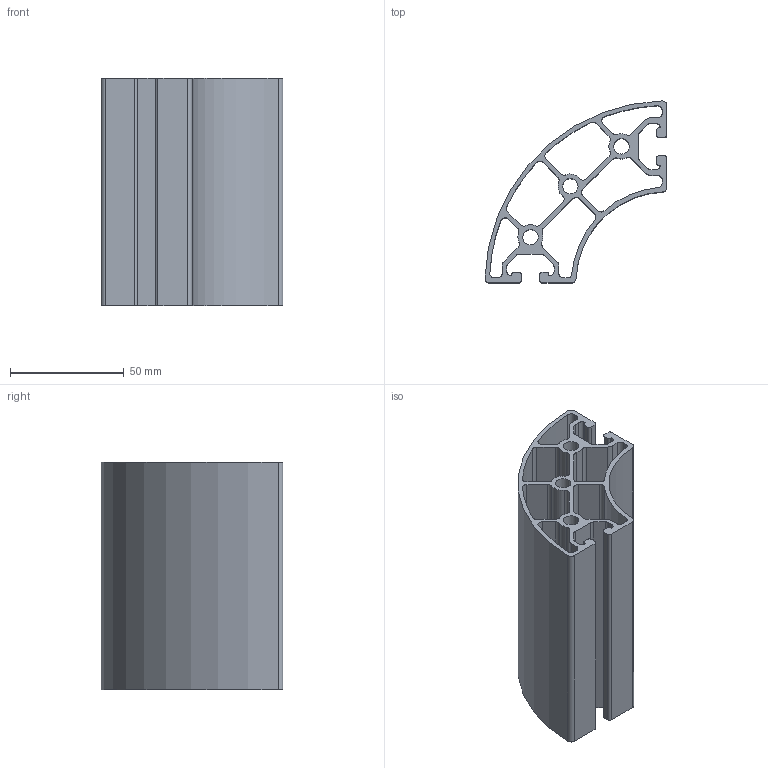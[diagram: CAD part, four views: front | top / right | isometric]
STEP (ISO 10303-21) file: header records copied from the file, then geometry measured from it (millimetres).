
FILE_DESCRIPTION(/* description */ ('PROF.40x80 RAGGIATO A 90° 2C'),/* implementation_level */ '2;1');
FILE_NAME(/* name */ 'BPRDD0000126.stp',/* time_stamp */ '2017-07-12T15:38:25+02:00',/* author */ ('fzagni'),/* organization */ (''),/* preprocessor_version */ 'ST-DEVELOPER v16.1',/* originating_system */ 'Autodesk Inventor 2016',/* authorisation */ '');
FILE_SCHEMA (('AUTOMOTIVE_DESIGN { 1 0 10303 214 3 1 1 }'));
Length unit declared in the file: millimetre
Products named in the file (1): 01.4080.PR90A
Bounding box: 79.96 x 79.96 x 100 mm (x, y, z)
Volume: 108582.7 mm3; surface area: 91865.9 mm2
Topology: 1 solids, 1 shells, 143 faces, 423 edges, 282 vertices
Faces by surface type: cylinder 87, plane 56
Full cylindrical faces by diameter (mm): 6.8 x1
Entity records: 4906 total; most frequent: DIRECTION 884, CARTESIAN_POINT 848, ORIENTED_EDGE 844, EDGE_CURVE 422, AXIS2_PLACEMENT_3D 318, VERTEX_POINT 282, LINE 248, VECTOR 248
